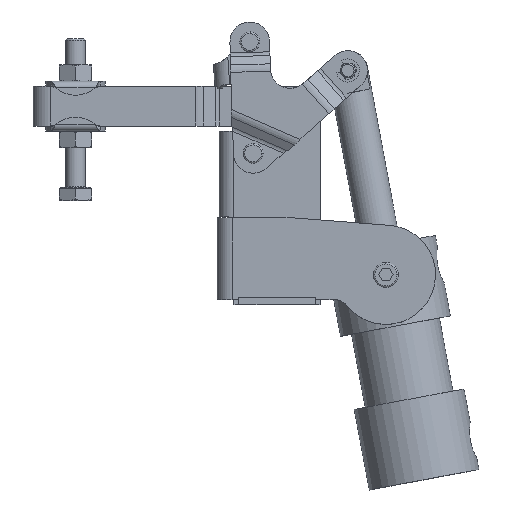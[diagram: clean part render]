
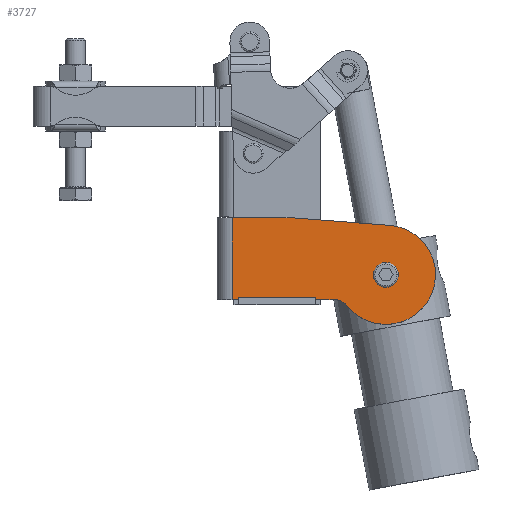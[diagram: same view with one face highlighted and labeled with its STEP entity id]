
A CAD part, top view. The second image highlights one B-rep face of the part: STEP entity #3727.
In plain terms, the highlighted planar face has unit normal (0, 0, 1).
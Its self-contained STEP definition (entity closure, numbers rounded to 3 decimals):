
#3004=CARTESIAN_POINT('',(-4.276,53.074,4.0));
#3005=VERTEX_POINT('',#3004);
#3014=CARTESIAN_POINT('',(20.339,21.545,4.0));
#3015=VERTEX_POINT('',#3014);
#3016=CARTESIAN_POINT('',(8.031,37.309,4.0));
#3017=DIRECTION('',(0.0,0.0,-1.));
#3018=DIRECTION('',(0.615,-0.788,0.0));
#3019=AXIS2_PLACEMENT_3D('',#3016,#3017,#3018);
#3020=CIRCLE('',#3019,20.0);
#3021=EDGE_CURVE('',#3005,#3015,#3020,.T.);
#3069=CARTESIAN_POINT('',(13.031,37.309,4.0));
#3070=VERTEX_POINT('',#3069);
#3086=CARTESIAN_POINT('',(3.031,37.309,4.0));
#3087=VERTEX_POINT('',#3086);
#3094=CARTESIAN_POINT('',(8.031,37.309,4.0));
#3095=DIRECTION('',(0.0,0.0,-1.0));
#3096=DIRECTION('',(1.0,0.0,0.0));
#3097=AXIS2_PLACEMENT_3D('',#3094,#3095,#3096);
#3098=CIRCLE('',#3097,5.0);
#3099=EDGE_CURVE('',#3070,#3087,#3098,.T.);
#3405=CARTESIAN_POINT('',(-14.964,-0.691,4.));
#3406=VERTEX_POINT('',#3405);
#3422=CARTESIAN_POINT('',(-14.969,-0.922,4.0));
#3423=VERTEX_POINT('',#3422);
#3430=CARTESIAN_POINT('',(-8.969,-0.922,4.));
#3431=DIRECTION('',(0.0,0.0,-1.0));
#3432=DIRECTION('',(-0.999,0.039,0.0));
#3433=AXIS2_PLACEMENT_3D('',#3430,#3431,#3432);
#3434=CIRCLE('',#3433,6.);
#3435=EDGE_CURVE('',#3423,#3406,#3434,.T.);
#3485=CARTESIAN_POINT('',(18.031,9.059,4.0));
#3486=VERTEX_POINT('',#3485);
#3495=CARTESIAN_POINT('',(17.031,9.059,4.0));
#3496=VERTEX_POINT('',#3495);
#3497=CARTESIAN_POINT('',(17.031,9.059,4.0));
#3498=DIRECTION('',(1.0,0.0,0.0));
#3499=VECTOR('',#3498,1.);
#3500=LINE('',#3497,#3499);
#3501=EDGE_CURVE('',#3496,#3486,#3500,.T.);
#3596=CARTESIAN_POINT('',(17.031,-21.941,4.0));
#3597=VERTEX_POINT('',#3596);
#3598=CARTESIAN_POINT('',(17.031,-21.941,4.0));
#3599=DIRECTION('',(0.0,1.0,0.0));
#3600=VECTOR('',#3599,31.0);
#3601=LINE('',#3598,#3600);
#3602=EDGE_CURVE('',#3597,#3496,#3601,.T.);
#3620=CARTESIAN_POINT('',(18.031,-21.941,4.0));
#3621=VERTEX_POINT('',#3620);
#3635=CARTESIAN_POINT('',(18.031,-21.941,4.0));
#3636=DIRECTION('',(-1.0,0.0,0.0));
#3637=VECTOR('',#3636,1.);
#3638=LINE('',#3635,#3637);
#3639=EDGE_CURVE('',#3621,#3597,#3638,.T.);
#3644=CARTESIAN_POINT('',(4.037,10.807,4.0));
#3645=DIRECTION('',(0.0,0.0,1.0));
#3646=DIRECTION('',(1.0,0.0,0.0));
#3647=AXIS2_PLACEMENT_3D('',#3644,#3645,#3646);
#3648=PLANE('',#3647);
#3649=ORIENTED_EDGE('',*,*,#3639,.T.);
#3650=ORIENTED_EDGE('',*,*,#3602,.T.);
#3651=ORIENTED_EDGE('',*,*,#3501,.T.);
#3652=CARTESIAN_POINT('',(18.031,16.815,4.0));
#3653=VERTEX_POINT('',#3652);
#3654=CARTESIAN_POINT('',(18.031,16.815,4.0));
#3655=DIRECTION('',(0.0,-1.0,0.0));
#3656=VECTOR('',#3655,7.756);
#3657=LINE('',#3654,#3656);
#3658=EDGE_CURVE('',#3653,#3486,#3657,.T.);
#3659=ORIENTED_EDGE('',*,*,#3658,.F.);
#3660=CARTESIAN_POINT('',(24.031,16.815,4.0));
#3661=DIRECTION('',(0.0,0.0,1.));
#3662=DIRECTION('',(0.615,-0.788,0.0));
#3663=AXIS2_PLACEMENT_3D('',#3660,#3661,#3662);
#3664=CIRCLE('',#3663,6.);
#3665=EDGE_CURVE('',#3015,#3653,#3664,.T.);
#3666=ORIENTED_EDGE('',*,*,#3665,.F.);
#3667=ORIENTED_EDGE('',*,*,#3021,.F.);
#3668=CARTESIAN_POINT('',(-11.909,38.852,4.0));
#3669=VERTEX_POINT('',#3668);
#3670=CARTESIAN_POINT('',(8.031,37.309,4.0));
#3671=DIRECTION('',(0.0,0.0,-1.));
#3672=DIRECTION('',(0.615,-0.788,0.0));
#3673=AXIS2_PLACEMENT_3D('',#3670,#3671,#3672);
#3674=CIRCLE('',#3673,20.0);
#3675=EDGE_CURVE('',#3669,#3005,#3674,.T.);
#3676=ORIENTED_EDGE('',*,*,#3675,.F.);
#3677=CARTESIAN_POINT('',(-14.951,-0.46,4.0));
#3678=VERTEX_POINT('',#3677);
#3679=CARTESIAN_POINT('',(-14.951,-0.46,4.0));
#3680=DIRECTION('',(0.077,0.997,0.0));
#3681=VECTOR('',#3680,39.429);
#3682=LINE('',#3679,#3681);
#3683=EDGE_CURVE('',#3678,#3669,#3682,.T.);
#3684=ORIENTED_EDGE('',*,*,#3683,.F.);
#3685=CARTESIAN_POINT('',(-8.969,-0.922,4.));
#3686=DIRECTION('',(0.0,0.0,-1.0));
#3687=DIRECTION('',(-0.999,0.039,0.0));
#3688=AXIS2_PLACEMENT_3D('',#3685,#3686,#3687);
#3689=CIRCLE('',#3688,6.);
#3690=EDGE_CURVE('',#3406,#3678,#3689,.T.);
#3691=ORIENTED_EDGE('',*,*,#3690,.F.);
#3692=ORIENTED_EDGE('',*,*,#3435,.F.);
#3693=CARTESIAN_POINT('',(-14.969,-24.691,4.0));
#3694=VERTEX_POINT('',#3693);
#3695=CARTESIAN_POINT('',(-14.969,-24.691,4.0));
#3696=DIRECTION('',(0.0,1.0,0.0));
#3697=VECTOR('',#3696,23.768);
#3698=LINE('',#3695,#3697);
#3699=EDGE_CURVE('',#3694,#3423,#3698,.T.);
#3700=ORIENTED_EDGE('',*,*,#3699,.F.);
#3701=CARTESIAN_POINT('',(18.031,-24.691,4.0));
#3702=VERTEX_POINT('',#3701);
#3703=CARTESIAN_POINT('',(-14.969,-24.691,4.0));
#3704=DIRECTION('',(1.0,0.0,0.0));
#3705=VECTOR('',#3704,33.0);
#3706=LINE('',#3703,#3705);
#3707=EDGE_CURVE('',#3694,#3702,#3706,.T.);
#3708=ORIENTED_EDGE('',*,*,#3707,.T.);
#3709=CARTESIAN_POINT('',(18.031,-21.941,4.0));
#3710=DIRECTION('',(0.0,-1.0,0.0));
#3711=VECTOR('',#3710,2.75);
#3712=LINE('',#3709,#3711);
#3713=EDGE_CURVE('',#3621,#3702,#3712,.T.);
#3714=ORIENTED_EDGE('',*,*,#3713,.F.);
#3715=EDGE_LOOP('',(#3649,#3650,#3651,#3659,#3666,#3667,#3676,#3684,#3691,#3692,#3700,#3708,#3714));
#3716=FACE_OUTER_BOUND('',#3715,.T.);
#3717=ORIENTED_EDGE('',*,*,#3099,.T.);
#3718=CARTESIAN_POINT('',(8.031,37.309,4.0));
#3719=DIRECTION('',(0.0,0.0,-1.0));
#3720=DIRECTION('',(1.0,0.0,0.0));
#3721=AXIS2_PLACEMENT_3D('',#3718,#3719,#3720);
#3722=CIRCLE('',#3721,5.0);
#3723=EDGE_CURVE('',#3087,#3070,#3722,.T.);
#3724=ORIENTED_EDGE('',*,*,#3723,.T.);
#3725=EDGE_LOOP('',(#3717,#3724));
#3726=FACE_BOUND('',#3725,.T.);
#3727=ADVANCED_FACE('',(#3716,#3726),#3648,.T.);
